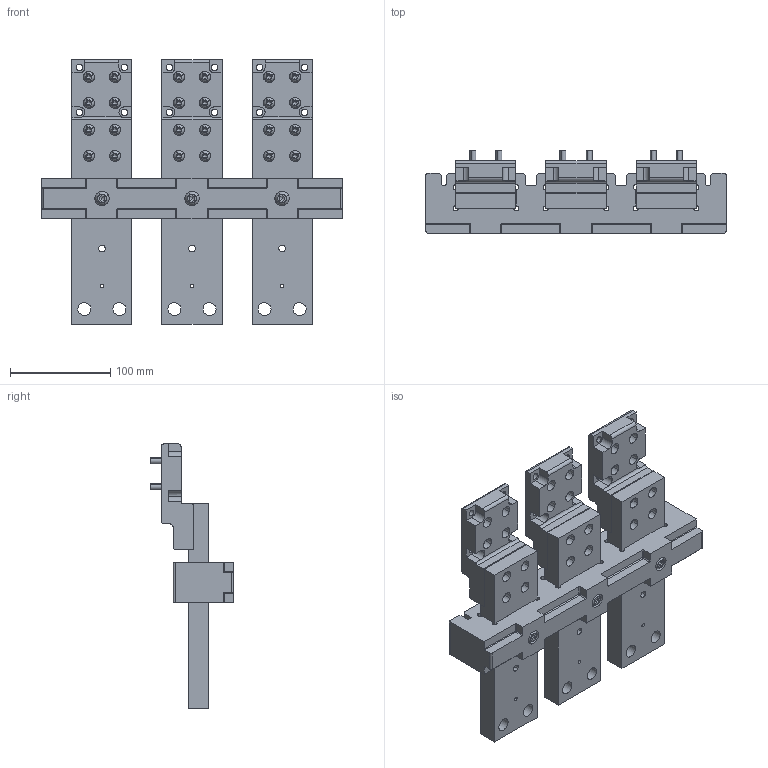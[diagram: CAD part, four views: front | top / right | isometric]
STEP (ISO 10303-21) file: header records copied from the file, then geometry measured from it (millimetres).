
FILE_DESCRIPTION(('CATIA V5 STEP Exchange'),'2;1');
FILE_NAME('1SDH001252R0323_1PA_001_02_E2.2_III_W_TERMINALS_F_LOWER.stp','2015-05-08T14:57:36+00:00',('none'),('none'),'CATIA Version 5 Release 20 SP 6 (IN-10)','CATIA V5 STEP AP214','none');
FILE_SCHEMA(('AUTOMOTIVE_DESIGN { 1 0 10303 214 1 1 1 1 }'));
Products named in the file (1): 1SDH001252R0323_1PA_001_02_E2.2_III_W_TERMINALS_F_LOWER
Bounding box: 300 x 82.1 x 264 mm (x, y, z)
Volume: 1557342.5 mm3; surface area: 296688.6 mm2
Topology: 61 solids, 61 shells, 1389 faces, 3561 edges, 2297 vertices
Faces by surface type: plane 658, cylinder 545, sphere 132, cone 54
Entity records: 50479 total; most frequent: CARTESIAN_POINT 16605, ORIENTED_EDGE 6966, DIRECTION 5414, EDGE_CURVE 3483, AXIS2_PLACEMENT_3D 2387, VERTEX_POINT 2297, VECTOR 1715, LINE 1715
